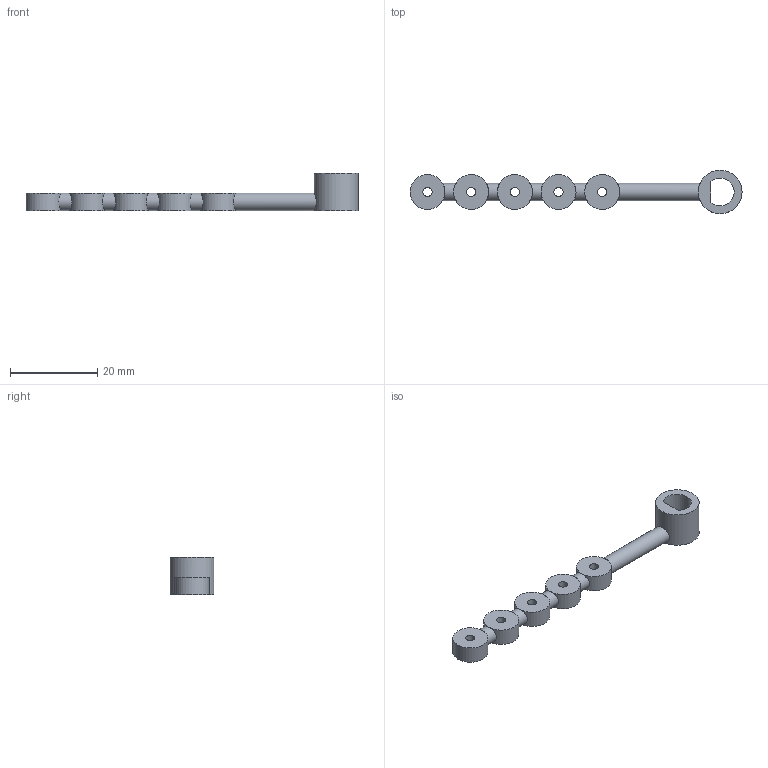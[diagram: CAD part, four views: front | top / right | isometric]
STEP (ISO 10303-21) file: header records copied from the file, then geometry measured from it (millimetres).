
FILE_DESCRIPTION(/* description */ (''),/* implementation_level */ '2;1');
FILE_NAME(/* name */ 'ROD2V2D2_30-40-50-60-70mm.ipt.stp',/* time_stamp */ '2021-06-20T10:02:49-05:00',/* author */ ('svale'),/* organization */ (''),/* preprocessor_version */ 'ST-DEVELOPER v18.1',/* originating_system */ 'Autodesk Inventor 2021',/* authorisation */ '');
FILE_SCHEMA (('AUTOMOTIVE_DESIGN { 1 0 10303 214 3 1 1 }'));
Length unit declared in the file: millimetre
Products named in the file (1): ROD2V2D2_30-40-50-60-70mm
Bounding box: 76 x 10 x 8.5 mm (x, y, z)
Volume: 1702.5 mm3; surface area: 1864.8 mm2
Topology: 1 solids, 1 shells, 34 faces, 86 edges, 57 vertices
Faces by surface type: cylinder 21, plane 13
Full cylindrical faces by diameter (mm): 2.113 x5, 4 x5, 8 x1, 10 x1
Entity records: 1379 total; most frequent: CARTESIAN_POINT 528, ORIENTED_EDGE 166, DIRECTION 161, EDGE_CURVE 83, AXIS2_PLACEMENT_3D 73, VERTEX_POINT 51, EDGE_LOOP 46, CIRCLE 38
